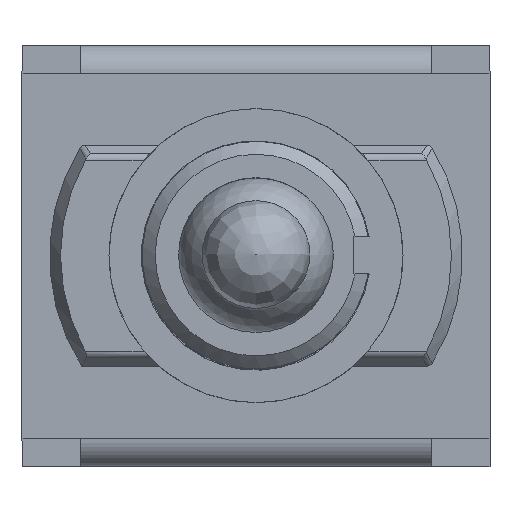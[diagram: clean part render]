
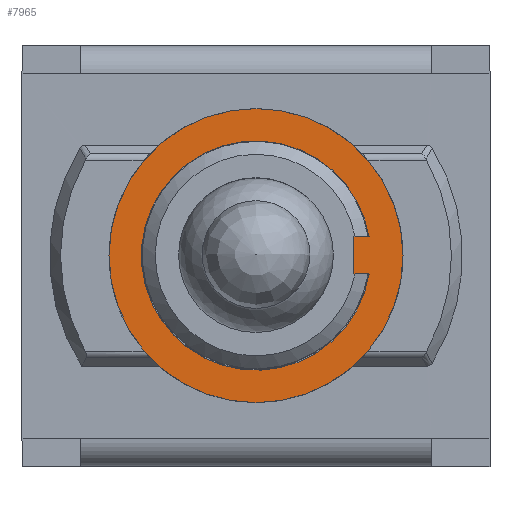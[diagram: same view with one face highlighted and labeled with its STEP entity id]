
A CAD part, top view. The second image highlights one B-rep face of the part: STEP entity #7965.
In plain terms, the highlighted planar face has unit normal (0, 0, 1).
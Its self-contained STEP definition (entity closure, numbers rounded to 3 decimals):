
#140=FACE_BOUND('',#1174,.T.);
#253=PLANE('',#8633);
#695=FACE_OUTER_BOUND('',#1173,.T.);
#1173=EDGE_LOOP('',(#6320));
#1174=EDGE_LOOP('',(#6321,#6322,#6323,#6324));
#1588=CIRCLE('',#8624,3.11);
#1591=CIRCLE('',#8632,3.99);
#1930=LINE('',#12379,#2800);
#1940=LINE('',#12401,#2810);
#1942=LINE('',#12407,#2812);
#2800=VECTOR('',#9960,10.);
#2810=VECTOR('',#9980,10.);
#2812=VECTOR('',#9990,10.);
#3745=VERTEX_POINT('',#12376);
#3746=VERTEX_POINT('',#12378);
#3752=VERTEX_POINT('',#12398);
#3753=VERTEX_POINT('',#12400);
#3754=VERTEX_POINT('',#12414);
#4672=EDGE_CURVE('',#3746,#3745,#1930,.T.);
#4683=EDGE_CURVE('',#3753,#3752,#1940,.T.);
#4686=EDGE_CURVE('',#3752,#3746,#1588,.T.);
#4687=EDGE_CURVE('',#3745,#3753,#1942,.T.);
#4690=EDGE_CURVE('',#3754,#3754,#1591,.T.);
#6320=ORIENTED_EDGE('',*,*,#4690,.F.);
#6321=ORIENTED_EDGE('',*,*,#4683,.T.);
#6322=ORIENTED_EDGE('',*,*,#4686,.T.);
#6323=ORIENTED_EDGE('',*,*,#4672,.T.);
#6324=ORIENTED_EDGE('',*,*,#4687,.T.);
#7965=ADVANCED_FACE('',(#695,#140),#253,.F.);
#8624=AXIS2_PLACEMENT_3D('',#12405,#9986,#9987);
#8632=AXIS2_PLACEMENT_3D('',#12415,#10003,#10004);
#8633=AXIS2_PLACEMENT_3D('',#12417,#10006,#10007);
#9960=DIRECTION('',(-1.,0.,0.));
#9980=DIRECTION('',(1.,0.,0.));
#9986=DIRECTION('center_axis',(0.,0.,
-1.));
#9987=DIRECTION('ref_axis',(0.986,0.164,0.));
#9990=DIRECTION('',(0.,-1.,0.));
#10003=DIRECTION('center_axis',(0.,0.,
-1.));
#10004=DIRECTION('ref_axis',(1.,0.,0.));
#10006=DIRECTION('center_axis',(0.,0.,
-1.));
#10007=DIRECTION('ref_axis',(1.,0.,0.));
#12376=CARTESIAN_POINT('',(2.635,0.51,18.07));
#12378=CARTESIAN_POINT('',(3.068,0.51,18.07));
#12379=CARTESIAN_POINT('',(1.534,0.51,18.07));
#12398=CARTESIAN_POINT('',(3.068,-0.51,18.07));
#12400=CARTESIAN_POINT('',(2.635,-0.51,18.07));
#12401=CARTESIAN_POINT('',(1.318,-0.51,18.07));
#12405=CARTESIAN_POINT('Origin',(0.,0.,
18.07));
#12407=CARTESIAN_POINT('',(2.635,0.255,18.07));
#12414=CARTESIAN_POINT('',(-3.99,0.,18.07));
#12415=CARTESIAN_POINT('Origin',(0.,0.,
18.07));
#12417=CARTESIAN_POINT('Origin',(0.,0.,
18.07));
